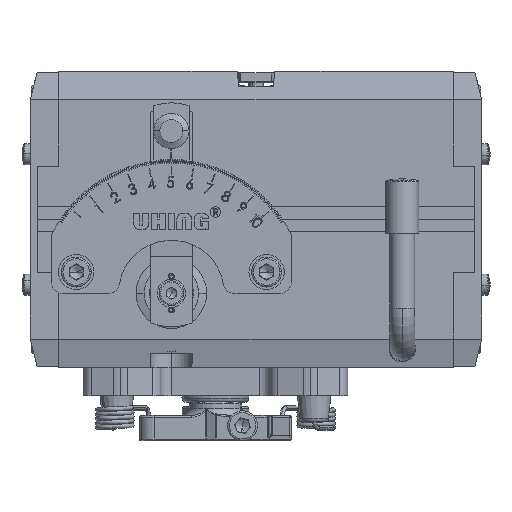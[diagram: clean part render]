
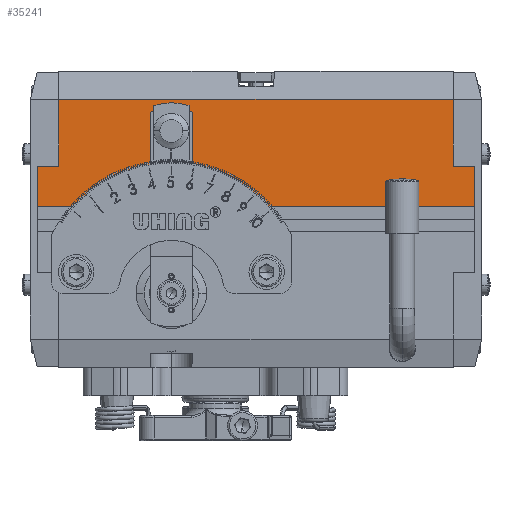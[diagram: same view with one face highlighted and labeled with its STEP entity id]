
A CAD part, top view. The second image highlights one B-rep face of the part: STEP entity #35241.
In plain terms, the highlighted planar face has unit normal (0, 0, 1).
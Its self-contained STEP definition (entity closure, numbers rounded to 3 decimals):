
#1922 = ORIENTED_EDGE ( 'NONE', *, *, #42797, .F. ) ;
#2139 = VECTOR ( 'NONE', #112453, 1000. ) ;
#4633 = DIRECTION ( 'NONE',  ( -1., 0., 0. ) ) ;
#5706 = EDGE_CURVE ( 'NONE', #177751, #32451, #30621, .T. ) ;
#13288 = VERTEX_POINT ( 'NONE', #116793 ) ;
#22330 = LINE ( 'NONE', #78914, #57063 ) ;
#25120 = VERTEX_POINT ( 'NONE', #60981 ) ;
#25815 = EDGE_LOOP ( 'NONE', ( #155605, #165648, #53747, #1922, #29183, #66900, #104633, #167722 ) ) ;
#27053 = CARTESIAN_POINT ( 'NONE',  ( -56., 15., 34. ) ) ;
#27420 = VECTOR ( 'NONE', #136493, 1000. ) ;
#29183 = ORIENTED_EDGE ( 'NONE', *, *, #40877, .F. ) ;
#30621 = LINE ( 'NONE', #129911, #94058 ) ;
#31864 = AXIS2_PLACEMENT_3D ( 'NONE', #135513, #67707, #36209 ) ;
#32451 = VERTEX_POINT ( 'NONE', #154871 ) ;
#34012 = VERTEX_POINT ( 'NONE', #96779 ) ;
#35241 = ADVANCED_FACE ( 'NONE', ( #54601 ), #179003, .F. ) ;
#35539 = LINE ( 'NONE', #134838, #132699 ) ;
#36209 = DIRECTION ( 'NONE',  ( 0., 1., 0. ) ) ;
#40877 = EDGE_CURVE ( 'NONE', #25120, #13288, #72482, .T. ) ;
#42797 = EDGE_CURVE ( 'NONE', #13288, #32451, #69683, .T. ) ;
#49792 = VECTOR ( 'NONE', #4633, 1000. ) ;
#53747 = ORIENTED_EDGE ( 'NONE', *, *, #5706, .T. ) ;
#54601 = FACE_OUTER_BOUND ( 'NONE', #25815, .T. ) ;
#55677 = DIRECTION ( 'NONE',  ( -1., 0., 0. ) ) ;
#57063 = VECTOR ( 'NONE', #77051, 1000. ) ;
#58073 = EDGE_CURVE ( 'NONE', #25120, #94130, #22330, .T. ) ;
#60981 = CARTESIAN_POINT ( 'NONE',  ( 62., 15., 34. ) ) ;
#63162 = CARTESIAN_POINT ( 'NONE',  ( -62., 15., 34. ) ) ;
#65973 = LINE ( 'NONE', #93822, #27420 ) ;
#66545 = EDGE_CURVE ( 'NONE', #164947, #177751, #131753, .T. ) ;
#66829 = CARTESIAN_POINT ( 'NONE',  ( -56., 34., 34. ) ) ;
#66900 = ORIENTED_EDGE ( 'NONE', *, *, #58073, .T. ) ;
#67707 = DIRECTION ( 'NONE',  ( 0., 0., -1. ) ) ;
#69170 = VECTOR ( 'NONE', #55677, 1000. ) ;
#69683 = LINE ( 'NONE', #110522, #174429 ) ;
#72482 = LINE ( 'NONE', #126369, #2139 ) ;
#77051 = DIRECTION ( 'NONE',  ( -1., 0., 0. ) ) ;
#78914 = CARTESIAN_POINT ( 'NONE',  ( 62., 15., 34. ) ) ;
#81711 = CARTESIAN_POINT ( 'NONE',  ( 62., 34., 34. ) ) ;
#87369 = VERTEX_POINT ( 'NONE', #66829 ) ;
#92102 = DIRECTION ( 'NONE',  ( 0., 1., 0. ) ) ;
#93822 = CARTESIAN_POINT ( 'NONE',  ( 56., 34., 34. ) ) ;
#94058 = VECTOR ( 'NONE', #131717, 1000. ) ;
#94130 = VERTEX_POINT ( 'NONE', #135954 ) ;
#96779 = CARTESIAN_POINT ( 'NONE',  ( 56., 34., 34. ) ) ;
#104633 = ORIENTED_EDGE ( 'NONE', *, *, #174982, .F. ) ;
#110418 = EDGE_CURVE ( 'NONE', #164947, #87369, #35539, .T. ) ;
#110522 = CARTESIAN_POINT ( 'NONE',  ( 62., 3.5, 34. ) ) ;
#112453 = DIRECTION ( 'NONE',  ( 0., -1., 0. ) ) ;
#116793 = CARTESIAN_POINT ( 'NONE',  ( 62., 3.5, 34. ) ) ;
#120616 = CARTESIAN_POINT ( 'NONE',  ( 62., 15., 34. ) ) ;
#120978 = EDGE_CURVE ( 'NONE', #34012, #87369, #167990, .T. ) ;
#126369 = CARTESIAN_POINT ( 'NONE',  ( 62., 34., 34. ) ) ;
#127227 = DIRECTION ( 'NONE',  ( -1., 0., 0. ) ) ;
#129911 = CARTESIAN_POINT ( 'NONE',  ( -62., 34., 34. ) ) ;
#131717 = DIRECTION ( 'NONE',  ( 0., -1., 0. ) ) ;
#131753 = LINE ( 'NONE', #120616, #49792 ) ;
#132699 = VECTOR ( 'NONE', #92102, 1000. ) ;
#134838 = CARTESIAN_POINT ( 'NONE',  ( -56., 34., 34. ) ) ;
#135513 = CARTESIAN_POINT ( 'NONE',  ( 62., 34., 34. ) ) ;
#135954 = CARTESIAN_POINT ( 'NONE',  ( 56., 15., 34. ) ) ;
#136493 = DIRECTION ( 'NONE',  ( 0., -1., 0. ) ) ;
#154871 = CARTESIAN_POINT ( 'NONE',  ( -62., 3.5, 34. ) ) ;
#155605 = ORIENTED_EDGE ( 'NONE', *, *, #110418, .F. ) ;
#164947 = VERTEX_POINT ( 'NONE', #27053 ) ;
#165648 = ORIENTED_EDGE ( 'NONE', *, *, #66545, .T. ) ;
#167722 = ORIENTED_EDGE ( 'NONE', *, *, #120978, .T. ) ;
#167990 = LINE ( 'NONE', #81711, #69170 ) ;
#174429 = VECTOR ( 'NONE', #127227, 1000. ) ;
#174982 = EDGE_CURVE ( 'NONE', #34012, #94130, #65973, .T. ) ;
#177751 = VERTEX_POINT ( 'NONE', #63162 ) ;
#179003 = PLANE ( 'NONE',  #31864 ) ;
